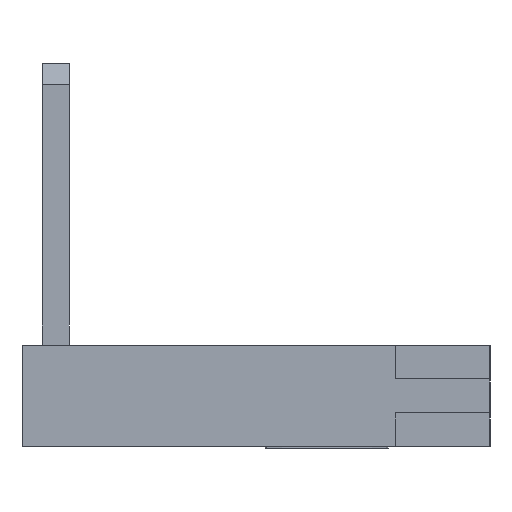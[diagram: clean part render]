
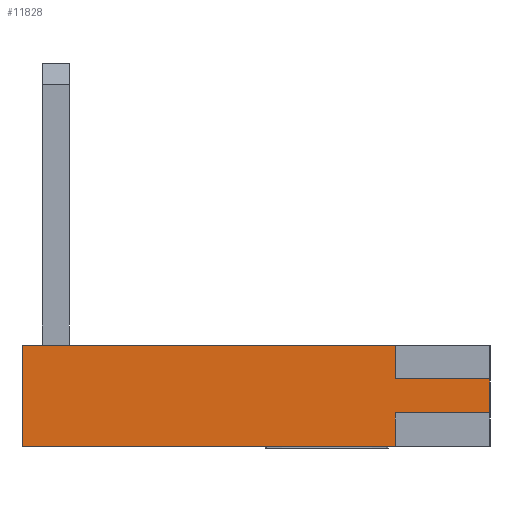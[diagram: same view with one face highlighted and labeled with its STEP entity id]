
A CAD part, left-side view. The second image highlights one B-rep face of the part: STEP entity #11828.
In plain terms, the highlighted planar face has unit normal (-1, 0, 0).
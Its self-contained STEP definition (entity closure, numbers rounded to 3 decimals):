
#5635=CARTESIAN_POINT('',(0.0,2.8,-1.5));
#5636=VERTEX_POINT('',#5635);
#5643=CARTESIAN_POINT('',(0.0,13.8,-1.5));
#5644=VERTEX_POINT('',#5643);
#5645=CARTESIAN_POINT('',(0.0,2.8,-1.5));
#5646=DIRECTION('',(0.0,1.0,0.0));
#5647=VECTOR('',#5646,11.);
#5648=LINE('',#5645,#5647);
#5649=EDGE_CURVE('',#5636,#5644,#5648,.T.);
#8934=CARTESIAN_POINT('',(0.0,0.0,0.5));
#8935=VERTEX_POINT('',#8934);
#8942=CARTESIAN_POINT('',(0.0,0.0,-0.5));
#8943=VERTEX_POINT('',#8942);
#8944=CARTESIAN_POINT('',(0.0,0.0,-0.5));
#8945=DIRECTION('',(0.0,0.0,1.0));
#8946=VECTOR('',#8945,1.0);
#8947=LINE('',#8944,#8946);
#8948=EDGE_CURVE('',#8943,#8935,#8947,.T.);
#10797=CARTESIAN_POINT('',(0.0,2.8,-0.5));
#10798=VERTEX_POINT('',#10797);
#10799=CARTESIAN_POINT('',(0.0,0.0,-0.5));
#10800=DIRECTION('',(0.0,1.0,0.0));
#10801=VECTOR('',#10800,2.8);
#10802=LINE('',#10799,#10801);
#10803=EDGE_CURVE('',#8943,#10798,#10802,.T.);
#10828=CARTESIAN_POINT('',(0.0,2.8,0.5));
#10829=VERTEX_POINT('',#10828);
#10830=CARTESIAN_POINT('',(0.0,2.8,0.5));
#10831=DIRECTION('',(0.0,-1.0,0.0));
#10832=VECTOR('',#10831,2.8);
#10833=LINE('',#10830,#10832);
#10834=EDGE_CURVE('',#10829,#8935,#10833,.T.);
#11355=CARTESIAN_POINT('',(0.0,2.8,-1.5));
#11356=DIRECTION('',(0.0,0.0,1.0));
#11357=VECTOR('',#11356,1.0);
#11358=LINE('',#11355,#11357);
#11359=EDGE_CURVE('',#5636,#10798,#11358,.T.);
#11385=CARTESIAN_POINT('',(0.0,2.8,1.5));
#11386=VERTEX_POINT('',#11385);
#11393=CARTESIAN_POINT('',(0.0,2.8,0.5));
#11394=DIRECTION('',(0.0,0.0,1.0));
#11395=VECTOR('',#11394,1.0);
#11396=LINE('',#11393,#11395);
#11397=EDGE_CURVE('',#10829,#11386,#11396,.T.);
#11566=CARTESIAN_POINT('',(0.0,13.8,1.5));
#11567=VERTEX_POINT('',#11566);
#11568=CARTESIAN_POINT('',(0.0,13.8,-1.5));
#11569=DIRECTION('',(0.0,0.0,1.0));
#11570=VECTOR('',#11569,3.0);
#11571=LINE('',#11568,#11570);
#11572=EDGE_CURVE('',#5644,#11567,#11571,.T.);
#11808=CARTESIAN_POINT('',(0.0,10.0,0.0));
#11809=DIRECTION('',(-1.0,0.0,0.0));
#11810=DIRECTION('',(0.0,-1.0,0.0));
#11811=AXIS2_PLACEMENT_3D('',#11808,#11809,#11810);
#11812=PLANE('',#11811);
#11813=ORIENTED_EDGE('',*,*,#11359,.T.);
#11814=ORIENTED_EDGE('',*,*,#10803,.F.);
#11815=ORIENTED_EDGE('',*,*,#8948,.T.);
#11816=ORIENTED_EDGE('',*,*,#10834,.F.);
#11817=ORIENTED_EDGE('',*,*,#11397,.T.);
#11818=CARTESIAN_POINT('',(0.0,13.8,1.5));
#11819=DIRECTION('',(0.0,-1.0,0.0));
#11820=VECTOR('',#11819,11.);
#11821=LINE('',#11818,#11820);
#11822=EDGE_CURVE('',#11567,#11386,#11821,.T.);
#11823=ORIENTED_EDGE('',*,*,#11822,.F.);
#11824=ORIENTED_EDGE('',*,*,#11572,.F.);
#11825=ORIENTED_EDGE('',*,*,#5649,.F.);
#11826=EDGE_LOOP('',(#11813,#11814,#11815,#11816,#11817,#11823,#11824,#11825));
#11827=FACE_OUTER_BOUND('',#11826,.T.);
#11828=ADVANCED_FACE('',(#11827),#11812,.T.);
